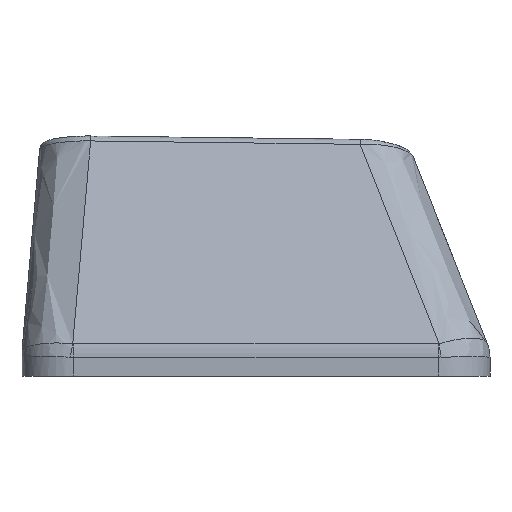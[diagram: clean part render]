
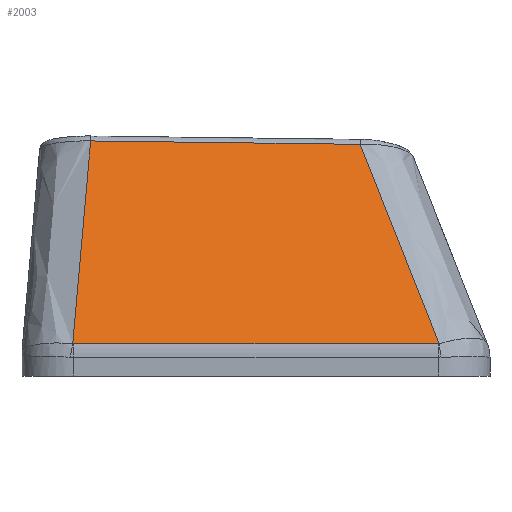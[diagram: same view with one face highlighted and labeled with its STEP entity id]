
A CAD part, left-side view. The second image highlights one B-rep face of the part: STEP entity #2003.
In plain terms, the highlighted free-form (B-spline) face has degree [3, 3] with [4, 4] control points.
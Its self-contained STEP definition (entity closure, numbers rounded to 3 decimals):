
#329=FACE_OUTER_BOUND('',#436,.T.);
#436=EDGE_LOOP('',(#1509,#1510,#1511,#1512,#1513,#1514));
#633=B_SPLINE_CURVE_WITH_KNOTS('',3,(#3992,#3993,#3994,#3995),
 .UNSPECIFIED.,.F.,.F.,(4,4),(0.,0.003),.UNSPECIFIED.);
#635=B_SPLINE_CURVE_WITH_KNOTS('',3,(#4019,#4020,#4021,#4022),
 .UNSPECIFIED.,.F.,.F.,(4,4),(0.,1.416),.UNSPECIFIED.);
#637=B_SPLINE_CURVE_WITH_KNOTS('',3,(#4046,#4047,#4048,#4049),
 .UNSPECIFIED.,.F.,.F.,(4,4),(0.,0.003),.UNSPECIFIED.);
#640=B_SPLINE_CURVE_WITH_KNOTS('',3,(#4145,#4146,#4147,#4148),
 .UNSPECIFIED.,.F.,.F.,(4,4),(0.032,0.914),
 .UNSPECIFIED.);
#641=B_SPLINE_CURVE_WITH_KNOTS('',3,(#4150,#4151,#4152,#4153),
 .UNSPECIFIED.,.F.,.F.,(4,4),(-1.046,0.),
 .UNSPECIFIED.);
#642=B_SPLINE_CURVE_WITH_KNOTS('',3,(#4154,#4155,#4156,#4157),
 .UNSPECIFIED.,.F.,.F.,(4,4),(-0.869,-0.026),
 .UNSPECIFIED.);
#825=VERTEX_POINT('',#3951);
#827=VERTEX_POINT('',#3990);
#829=VERTEX_POINT('',#4017);
#831=VERTEX_POINT('',#4044);
#838=VERTEX_POINT('',#4144);
#839=VERTEX_POINT('',#4149);
#1075=EDGE_CURVE('',#827,#825,#633,.T.);
#1078=EDGE_CURVE('',#829,#827,#635,.T.);
#1081=EDGE_CURVE('',#831,#829,#637,.T.);
#1093=EDGE_CURVE('',#838,#831,#640,.T.);
#1094=EDGE_CURVE('',#839,#838,#641,.T.);
#1095=EDGE_CURVE('',#825,#839,#642,.T.);
#1509=ORIENTED_EDGE('',*,*,#1075,.F.);
#1510=ORIENTED_EDGE('',*,*,#1078,.F.);
#1511=ORIENTED_EDGE('',*,*,#1081,.F.);
#1512=ORIENTED_EDGE('',*,*,#1093,.F.);
#1513=ORIENTED_EDGE('',*,*,#1094,.F.);
#1514=ORIENTED_EDGE('',*,*,#1095,.F.);
#1943=B_SPLINE_SURFACE_WITH_KNOTS('',3,3,((#4128,#4129,#4130,#4131),(#4132,
#4133,#4134,#4135),(#4136,#4137,#4138,#4139),(#4140,#4141,#4142,#4143)),
 .UNSPECIFIED.,.F.,.F.,.F.,(4,4),(4,4),(0.104,0.892),
(0.029,0.97),.UNSPECIFIED.);
#2003=ADVANCED_FACE('',(#329),#1943,.T.);
#3951=CARTESIAN_POINT('',(-8.986,7.111,0.255));
#3990=CARTESIAN_POINT('',(-8.987,7.08,0.253));
#3992=CARTESIAN_POINT('Ctrl Pts',(-8.987,7.08,0.253));
#3993=CARTESIAN_POINT('Ctrl Pts',(-8.987,7.091,0.253));
#3994=CARTESIAN_POINT('Ctrl Pts',(-8.986,7.101,0.254));
#3995=CARTESIAN_POINT('Ctrl Pts',(-8.986,7.111,0.255));
#4017=CARTESIAN_POINT('',(-8.984,-7.081,0.255));
#4019=CARTESIAN_POINT('Ctrl Pts',(-8.984,-7.081,0.255));
#4020=CARTESIAN_POINT('Ctrl Pts',(-8.985,-2.36,0.255));
#4021=CARTESIAN_POINT('Ctrl Pts',(-8.986,2.36,0.254));
#4022=CARTESIAN_POINT('Ctrl Pts',(-8.987,7.08,0.253));
#4044=CARTESIAN_POINT('',(-8.984,-7.106,0.257));
#4046=CARTESIAN_POINT('Ctrl Pts',(-8.984,-7.106,0.257));
#4047=CARTESIAN_POINT('Ctrl Pts',(-8.984,-7.098,0.256));
#4048=CARTESIAN_POINT('Ctrl Pts',(-8.984,-7.089,0.255));
#4049=CARTESIAN_POINT('Ctrl Pts',(-8.984,-7.081,0.255));
#4128=CARTESIAN_POINT('Ctrl Pts',(-6.06,-4.418,8.028));
#4129=CARTESIAN_POINT('Ctrl Pts',(-7.036,-5.315,5.435));
#4130=CARTESIAN_POINT('Ctrl Pts',(-8.011,-6.212,2.843));
#4131=CARTESIAN_POINT('Ctrl Pts',(-8.987,-7.109,0.25));
#4132=CARTESIAN_POINT('Ctrl Pts',(-6.06,-0.669,
8.062));
#4133=CARTESIAN_POINT('Ctrl Pts',(-7.036,-1.236,5.458));
#4134=CARTESIAN_POINT('Ctrl Pts',(-8.011,-1.802,2.854));
#4135=CARTESIAN_POINT('Ctrl Pts',(-8.987,-2.369,0.251));
#4136=CARTESIAN_POINT('Ctrl Pts',(-6.06,3.08,8.095));
#4137=CARTESIAN_POINT('Ctrl Pts',(-7.036,2.844,5.481));
#4138=CARTESIAN_POINT('Ctrl Pts',(-8.011,2.607,2.866));
#4139=CARTESIAN_POINT('Ctrl Pts',(-8.987,2.371,0.252));
#4140=CARTESIAN_POINT('Ctrl Pts',(-6.06,6.828,8.128));
#4141=CARTESIAN_POINT('Ctrl Pts',(-7.036,6.923,5.503));
#4142=CARTESIAN_POINT('Ctrl Pts',(-8.011,7.017,2.878));
#4143=CARTESIAN_POINT('Ctrl Pts',(-8.987,7.111,0.253));
#4144=CARTESIAN_POINT('',(-6.075,-4.042,7.993));
#4145=CARTESIAN_POINT('Ctrl Pts',(-6.075,-4.042,7.993));
#4146=CARTESIAN_POINT('Ctrl Pts',(-7.044,-5.063,5.414));
#4147=CARTESIAN_POINT('Ctrl Pts',(-8.014,-6.085,2.836));
#4148=CARTESIAN_POINT('Ctrl Pts',(-8.984,-7.106,0.257));
#4149=CARTESIAN_POINT('',(-6.06,6.417,8.125));
#4150=CARTESIAN_POINT('Ctrl Pts',(-6.06,6.417,8.125));
#4151=CARTESIAN_POINT('Ctrl Pts',(-6.065,2.93,8.081));
#4152=CARTESIAN_POINT('Ctrl Pts',(-6.07,-0.556,8.038));
#4153=CARTESIAN_POINT('Ctrl Pts',(-6.075,-4.042,7.993));
#4154=CARTESIAN_POINT('Ctrl Pts',(-8.986,7.111,0.255));
#4155=CARTESIAN_POINT('Ctrl Pts',(-8.011,6.88,2.879));
#4156=CARTESIAN_POINT('Ctrl Pts',(-7.036,6.649,5.502));
#4157=CARTESIAN_POINT('Ctrl Pts',(-6.06,6.417,8.125));
